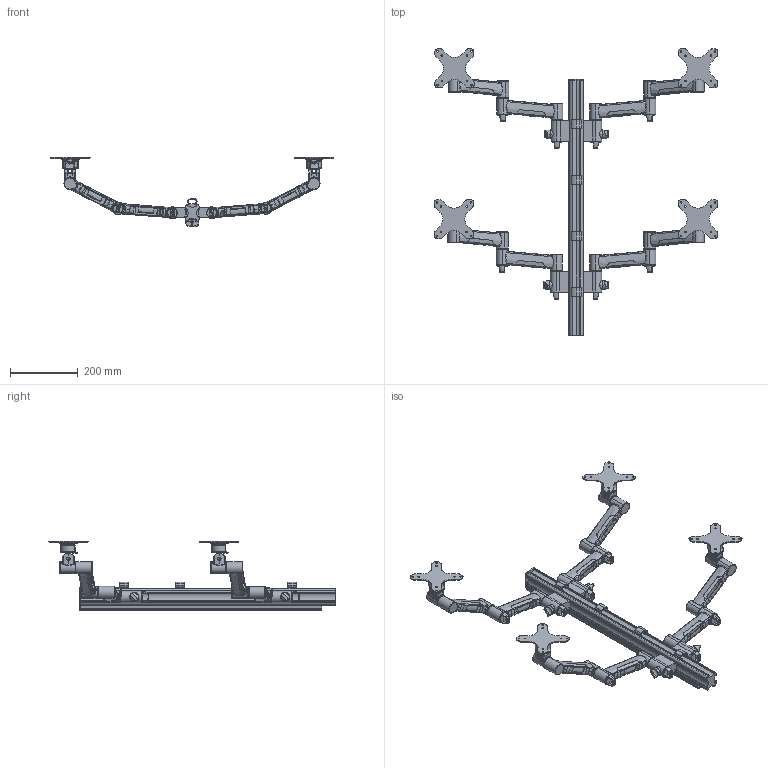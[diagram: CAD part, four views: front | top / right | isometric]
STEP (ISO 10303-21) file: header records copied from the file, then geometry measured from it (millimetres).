
FILE_DESCRIPTION (( 'STEP AP214' ), '1' );
FILE_NAME ('AWMS-4-4675 SIMPLIFIED.STEP', '2019-07-16T13:06:16', ( '' ), ( '' ), 'SwSTEP 2.0', 'SolidWorks 2015', '' );
FILE_SCHEMA (( 'AUTOMOTIVE_DESIGN' ));
Length unit declared in the file: inch
Products named in the file (9): PCA-629 SIMPLIFIED; SSY-057_WITHOUT CABLE MANAGEMENT; SRCA001 SIMPLIFIED; AWM-P75_180607A-SIMPLIFIED; SCA-630 SIMPLIFIED; SSY-057; SNTB_SUB SIMPLIFIED; SSY-058; AWMS-4-4675 SIMPLIFIED
Assembly tree (29 placements, depth 2):
  AWMS-4-4675 SIMPLIFIED
    AWM-P75_180607A-SIMPLIFIED
    SRCA001 SIMPLIFIED  x4
    SSY-057  x4
    SSY-057_WITHOUT CABLE MANAGEMENT  x4
    SSY-058  x4
    PCA-629 SIMPLIFIED  x4
    SNTB_SUB SIMPLIFIED  x4
    SCA-630 SIMPLIFIED  x4
Bounding box: 834.74 x 843.29 x 204.99 mm (x, y, z)
Volume: 3749610.1 mm3; surface area: 920201.3 mm2
Topology: 60 solids, 60 shells, 3019 faces, 7857 edges, 4874 vertices
Faces by surface type: bspline 1304, cylinder 971, plane 520, torus 120, cone 64, sphere 40
Entity records: 48962 total; most frequent: CARTESIAN_POINT 28200, ORIENTED_EDGE 4732, DIRECTION 3613, EDGE_CURVE 2366, VERTEX_POINT 1503, AXIS2_PLACEMENT_3D 1464, EDGE_LOOP 943, FACE_OUTER_BOUND 910
